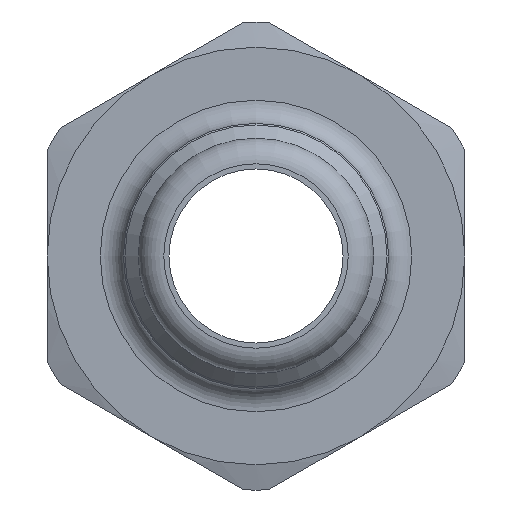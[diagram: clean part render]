
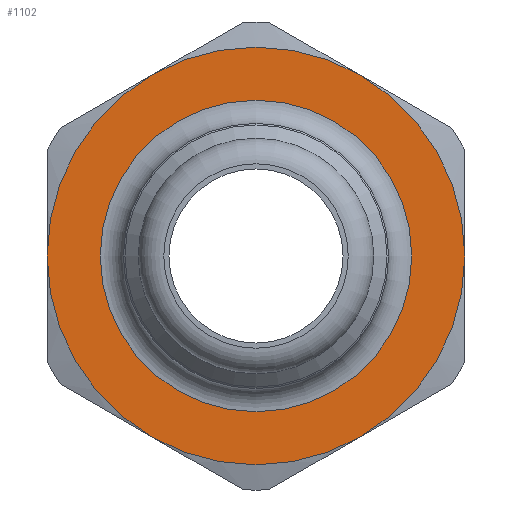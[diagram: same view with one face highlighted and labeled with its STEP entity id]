
A CAD part, left-side view. The second image highlights one B-rep face of the part: STEP entity #1102.
In plain terms, the highlighted planar face has unit normal (-1, 0, 0).
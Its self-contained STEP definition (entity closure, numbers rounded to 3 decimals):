
#75=CARTESIAN_POINT('',(32.1,9.,-15.588));
#76=VERTEX_POINT('',#75);
#159=CARTESIAN_POINT('',(32.1,-9.,-15.588));
#160=VERTEX_POINT('',#159);
#243=CARTESIAN_POINT('',(32.1,-18.,0.));
#244=VERTEX_POINT('',#243);
#327=CARTESIAN_POINT('',(32.1,-9.,15.588));
#328=VERTEX_POINT('',#327);
#411=CARTESIAN_POINT('',(32.1,9.,15.588));
#412=VERTEX_POINT('',#411);
#772=CARTESIAN_POINT('',(32.1,18.0,0.0));
#773=VERTEX_POINT('',#772);
#774=CARTESIAN_POINT('',(32.1,0.0,0.0));
#775=DIRECTION('',(1.0,0.0,0.0));
#776=DIRECTION('',(0.0,1.0,0.0));
#777=AXIS2_PLACEMENT_3D('',#774,#775,#776);
#778=CIRCLE('',#777,18.0);
#779=EDGE_CURVE('',#76,#773,#778,.T.);
#818=CARTESIAN_POINT('',(32.1,0.0,0.0));
#819=DIRECTION('',(1.0,0.0,0.0));
#820=DIRECTION('',(0.0,1.0,0.0));
#821=AXIS2_PLACEMENT_3D('',#818,#819,#820);
#822=CIRCLE('',#821,18.0);
#823=EDGE_CURVE('',#773,#412,#822,.T.);
#836=CARTESIAN_POINT('',(32.1,0.0,0.0));
#837=DIRECTION('',(1.0,0.0,0.0));
#838=DIRECTION('',(0.0,1.0,0.0));
#839=AXIS2_PLACEMENT_3D('',#836,#837,#838);
#840=CIRCLE('',#839,18.0);
#841=EDGE_CURVE('',#412,#328,#840,.T.);
#854=CARTESIAN_POINT('',(32.1,0.0,0.0));
#855=DIRECTION('',(1.0,0.0,0.0));
#856=DIRECTION('',(0.0,1.0,0.0));
#857=AXIS2_PLACEMENT_3D('',#854,#855,#856);
#858=CIRCLE('',#857,18.0);
#859=EDGE_CURVE('',#328,#244,#858,.T.);
#872=CARTESIAN_POINT('',(32.1,0.0,0.0));
#873=DIRECTION('',(1.0,0.0,0.0));
#874=DIRECTION('',(0.0,1.0,0.0));
#875=AXIS2_PLACEMENT_3D('',#872,#873,#874);
#876=CIRCLE('',#875,18.0);
#877=EDGE_CURVE('',#244,#160,#876,.T.);
#1048=CARTESIAN_POINT('',(32.1,13.425,0.));
#1049=VERTEX_POINT('',#1048);
#1050=CARTESIAN_POINT('',(32.1,0.0,0.0));
#1051=DIRECTION('',(-1.0,0.0,0.0));
#1052=DIRECTION('',(0.0,-1.0,0.0));
#1053=AXIS2_PLACEMENT_3D('',#1050,#1051,#1052);
#1054=CIRCLE('',#1053,13.425);
#1055=EDGE_CURVE('',#1049,#1049,#1054,.T.);
#1080=CARTESIAN_POINT('',(32.1,14.713,0.0));
#1081=DIRECTION('',(-1.0,0.0,0.0));
#1082=DIRECTION('',(0.0,0.0,1.0));
#1083=AXIS2_PLACEMENT_3D('',#1080,#1081,#1082);
#1084=PLANE('',#1083);
#1085=ORIENTED_EDGE('',*,*,#823,.F.);
#1086=ORIENTED_EDGE('',*,*,#779,.F.);
#1087=CARTESIAN_POINT('',(32.1,0.0,0.0));
#1088=DIRECTION('',(1.0,0.0,0.0));
#1089=DIRECTION('',(0.0,1.0,0.0));
#1090=AXIS2_PLACEMENT_3D('',#1087,#1088,#1089);
#1091=CIRCLE('',#1090,18.0);
#1092=EDGE_CURVE('',#160,#76,#1091,.T.);
#1093=ORIENTED_EDGE('',*,*,#1092,.F.);
#1094=ORIENTED_EDGE('',*,*,#877,.F.);
#1095=ORIENTED_EDGE('',*,*,#859,.F.);
#1096=ORIENTED_EDGE('',*,*,#841,.F.);
#1097=EDGE_LOOP('',(#1085,#1086,#1093,#1094,#1095,#1096));
#1098=FACE_OUTER_BOUND('',#1097,.T.);
#1099=ORIENTED_EDGE('',*,*,#1055,.F.);
#1100=EDGE_LOOP('',(#1099));
#1101=FACE_BOUND('',#1100,.T.);
#1102=ADVANCED_FACE('',(#1098,#1101),#1084,.T.);
